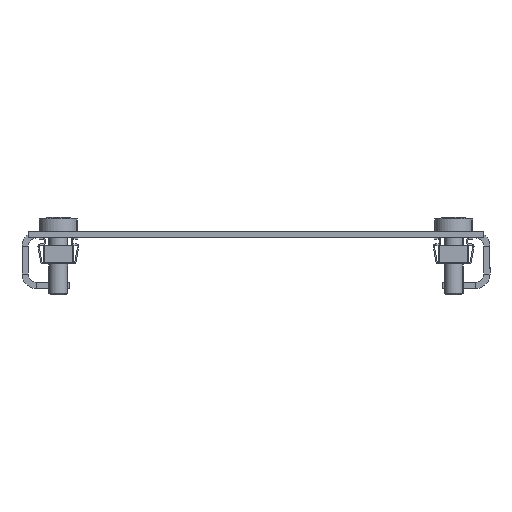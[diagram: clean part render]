
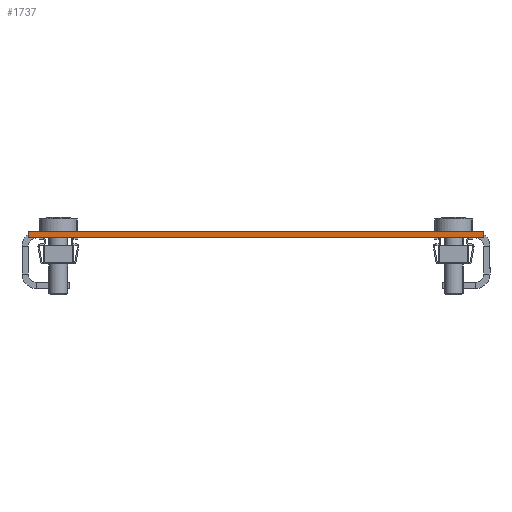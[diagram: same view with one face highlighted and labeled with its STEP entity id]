
A CAD part, left-side view. The second image highlights one B-rep face of the part: STEP entity #1737.
In plain terms, the highlighted planar face has unit normal (-1, 0, 0).
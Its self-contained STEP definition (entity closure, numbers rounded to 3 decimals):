
#150 = CARTESIAN_POINT ( 'NONE',  ( -245., -72., -2. ) ) ;
#185 = CARTESIAN_POINT ( 'NONE',  ( -245., -72., -2. ) ) ;
#569 = EDGE_CURVE ( 'NONE', #3853, #4401, #1933, .T. ) ;
#572 = VECTOR ( 'NONE', #1131, 1000. ) ;
#1131 = DIRECTION ( 'NONE',  ( 0., 0., 1. ) ) ;
#1255 = VECTOR ( 'NONE', #2345, 1000. ) ;
#1588 = CARTESIAN_POINT ( 'NONE',  ( -245., -72., 0. ) ) ;
#1627 = DIRECTION ( 'NONE',  ( -1., 0., 0. ) ) ;
#1737 = ADVANCED_FACE ( 'NONE', ( #2342 ), #2726, .T. ) ;
#1771 = VERTEX_POINT ( 'NONE', #4220 ) ;
#1882 = AXIS2_PLACEMENT_3D ( 'NONE', #150, #1627, #3108 ) ;
#1933 = LINE ( 'NONE', #1588, #1255 ) ;
#2063 = CARTESIAN_POINT ( 'NONE',  ( -245., -72., 0. ) ) ;
#2087 = CARTESIAN_POINT ( 'NONE',  ( -245., 72., -2. ) ) ;
#2117 = EDGE_CURVE ( 'NONE', #1771, #3249, #3706, .T. ) ;
#2342 = FACE_OUTER_BOUND ( 'NONE', #2649, .T. ) ;
#2345 = DIRECTION ( 'NONE',  ( 0., -1., 0. ) ) ;
#2534 = CARTESIAN_POINT ( 'NONE',  ( -245., 72., 0. ) ) ;
#2629 = LINE ( 'NONE', #4104, #572 ) ;
#2649 = EDGE_LOOP ( 'NONE', ( #3878, #3785, #4771, #3182 ) ) ;
#2683 = EDGE_CURVE ( 'NONE', #3249, #4401, #2629, .T. ) ;
#2726 = PLANE ( 'NONE',  #1882 ) ;
#2887 = VECTOR ( 'NONE', #3365, 1000. ) ;
#3070 = VECTOR ( 'NONE', #3948, 1000. ) ;
#3108 = DIRECTION ( 'NONE',  ( 0., 0., 1. ) ) ;
#3182 = ORIENTED_EDGE ( 'NONE', *, *, #2683, .T. ) ;
#3249 = VERTEX_POINT ( 'NONE', #185 ) ;
#3342 = CARTESIAN_POINT ( 'NONE',  ( -245., -72., -2. ) ) ;
#3365 = DIRECTION ( 'NONE',  ( 0., -1., 0. ) ) ;
#3706 = LINE ( 'NONE', #3342, #2887 ) ;
#3785 = ORIENTED_EDGE ( 'NONE', *, *, #4691, .F. ) ;
#3853 = VERTEX_POINT ( 'NONE', #2534 ) ;
#3878 = ORIENTED_EDGE ( 'NONE', *, *, #569, .F. ) ;
#3948 = DIRECTION ( 'NONE',  ( 0., 0., 1. ) ) ;
#4104 = CARTESIAN_POINT ( 'NONE',  ( -245., -72., -2. ) ) ;
#4220 = CARTESIAN_POINT ( 'NONE',  ( -245., 72., -2. ) ) ;
#4401 = VERTEX_POINT ( 'NONE', #2063 ) ;
#4673 = LINE ( 'NONE', #2087, #3070 ) ;
#4691 = EDGE_CURVE ( 'NONE', #1771, #3853, #4673, .T. ) ;
#4771 = ORIENTED_EDGE ( 'NONE', *, *, #2117, .T. ) ;
